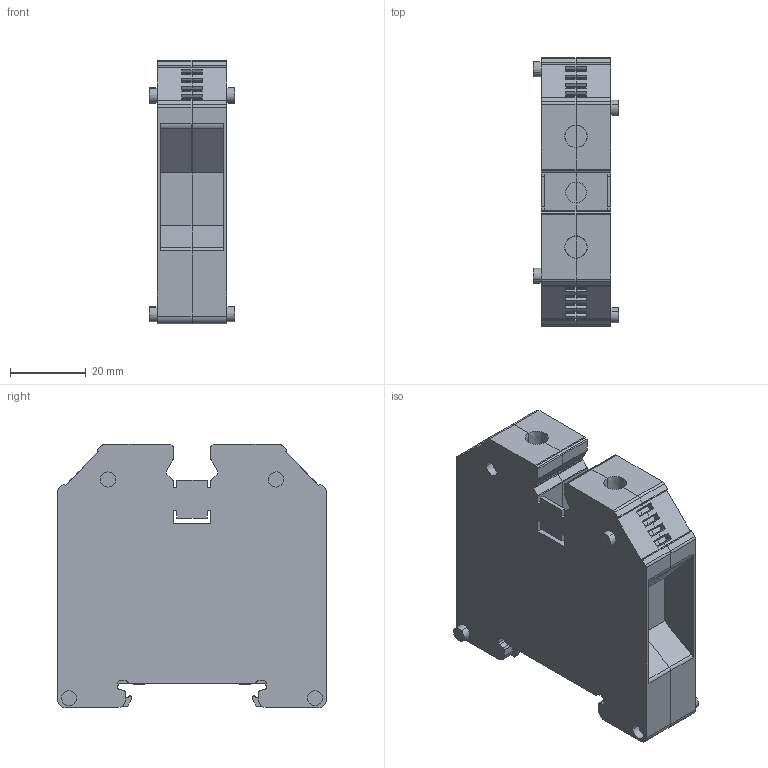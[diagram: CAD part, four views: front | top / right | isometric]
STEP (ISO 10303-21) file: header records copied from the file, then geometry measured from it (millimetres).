
FILE_DESCRIPTION(('CATIA V5 STEP Exchange','CAx-IF Rec.Pracs.--- Model Styling and Organization---1.4--- 2014-01-23'),'2;1');
FILE_NAME ('D1451844_1', '2023-06-26T06:33:11+00:00', ('none'), ('Weidmueller'), 'CATIA Version 5-6 Release 2016 SP3 HF44', 'CATIA V5 STEP AP214', 'none');
FILE_SCHEMA(('AUTOMOTIVE_DESIGN { 1 0 10303 214 1 1 1 1 }'));
Length unit declared in the file: millimetre
Products named in the file (1): 1422430000_WPE_50N_IR
Bounding box: 22.5 x 71 x 69.6 mm (x, y, z)
Volume: 70299.2 mm3; surface area: 25600.7 mm2
Topology: 14 solids, 26 shells, 658 faces, 1824 edges, 1224 vertices
Faces by surface type: plane 480, cylinder 138, extrusion 40
Entity records: 21018 total; most frequent: CARTESIAN_POINT 4564, ORIENTED_EDGE 3648, DIRECTION 2877, EDGE_CURVE 1824, VECTOR 1503, LINE 1463, VERTEX_POINT 1224, AXIS2_PLACEMENT_3D 829
